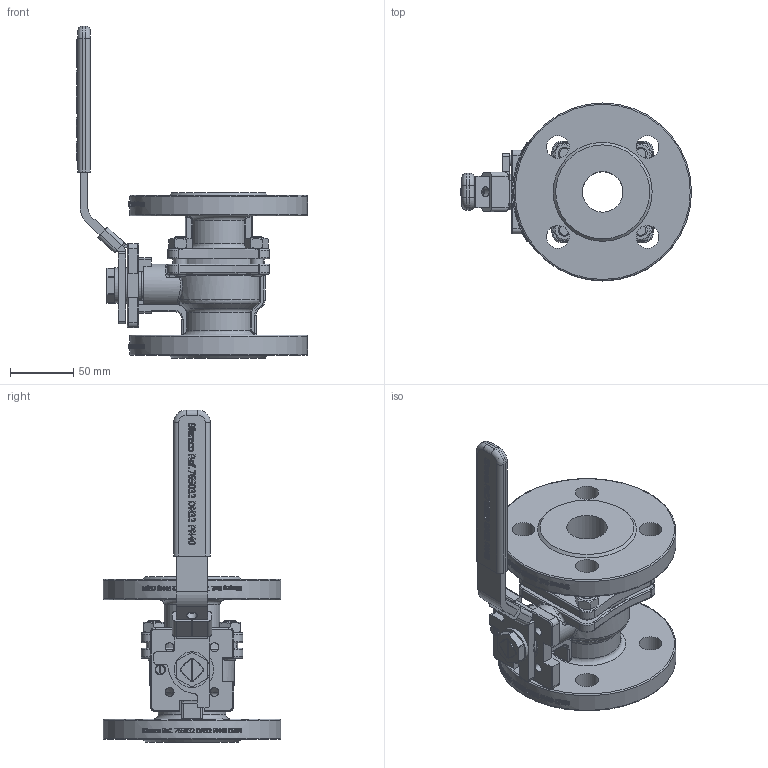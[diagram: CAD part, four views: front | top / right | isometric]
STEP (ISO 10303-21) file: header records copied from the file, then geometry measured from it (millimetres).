
FILE_DESCRIPTION(/* description */ ('765032'),/* implementation_level */ '2;1');
FILE_NAME(/* name */ '765032.stp',/* time_stamp */ '2017-02-14T14:27:40+01:00',/* author */ ('jmorand'),/* organization */ ('Sferaco'),/* preprocessor_version */ 'ST-DEVELOPER v16.5',/* originating_system */ 'Autodesk Inventor 2017',/* authorisation */ '');
FILE_SCHEMA (('AUTOMOTIVE_DESIGN { 1 0 10303 214 3 1 1 }'));
Products named in the file (1): 765032_bd
Bounding box: 182 x 140 x 261.5 mm (x, y, z)
Volume: 801412.1 mm3; surface area: 157401.8 mm2
Topology: 1 solids, 2 shells, 2008 faces, 5421 edges, 3532 vertices
Faces by surface type: bspline 830, plane 797, cylinder 286, torus 71, cone 22, sphere 2
Full cylindrical faces by diameter (mm): 4.917 x1, 7 x4, 8 x2, 10 x12, 10.5 x4, 18 x9, 18.5 x3, 22 x1, 26 x1, 28 x3, 32 x1, 34 x1, 72 x1, 140 x2
Entity records: 81558 total; most frequent: CARTESIAN_POINT 34339, ORIENTED_EDGE 10656, DIRECTION 7002, EDGE_CURVE 5327, VERTEX_POINT 3511, LINE 2640, VECTOR 2640, EDGE_LOOP 2269
